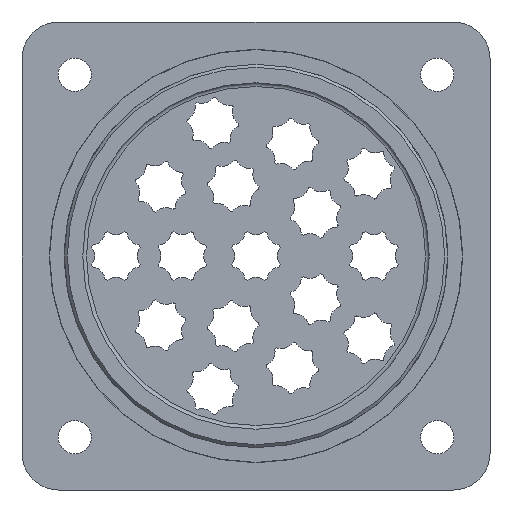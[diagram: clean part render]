
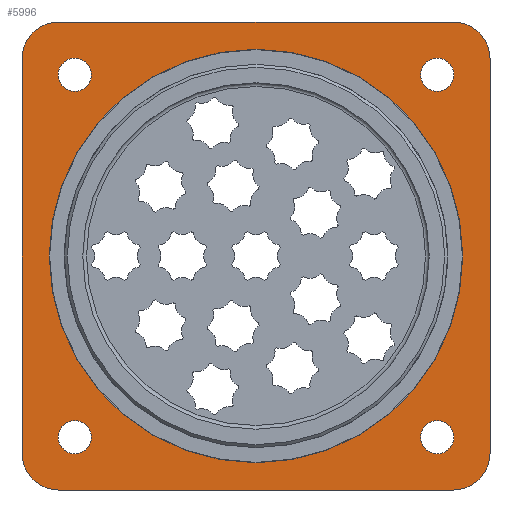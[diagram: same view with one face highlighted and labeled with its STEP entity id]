
A CAD part, left-side view. The second image highlights one B-rep face of the part: STEP entity #5996.
In plain terms, the highlighted planar face has unit normal (-1, 0, 0).
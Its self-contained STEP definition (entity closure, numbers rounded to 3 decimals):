
#729=CIRCLE('',#6766,28.05);
#730=CIRCLE('',#6767,2.25);
#731=CIRCLE('',#6768,2.25);
#732=CIRCLE('',#6769,2.25);
#733=CIRCLE('',#6770,2.25);
#734=CIRCLE('',#6771,5.);
#735=CIRCLE('',#6772,5.);
#736=CIRCLE('',#6773,5.);
#737=CIRCLE('',#6774,5.);
#1792=ORIENTED_EDGE('',*,*,#3439,.T.);
#1793=ORIENTED_EDGE('',*,*,#3440,.T.);
#1794=ORIENTED_EDGE('',*,*,#3441,.T.);
#1795=ORIENTED_EDGE('',*,*,#3442,.T.);
#1796=ORIENTED_EDGE('',*,*,#3443,.T.);
#1797=ORIENTED_EDGE('',*,*,#3444,.F.);
#1798=ORIENTED_EDGE('',*,*,#3445,.F.);
#1799=ORIENTED_EDGE('',*,*,#3446,.F.);
#1800=ORIENTED_EDGE('',*,*,#3447,.F.);
#1801=ORIENTED_EDGE('',*,*,#3448,.F.);
#1802=ORIENTED_EDGE('',*,*,#3449,.F.);
#1803=ORIENTED_EDGE('',*,*,#3450,.F.);
#1804=ORIENTED_EDGE('',*,*,#3451,.F.);
#3439=EDGE_CURVE('',#4209,#4209,#729,.T.);
#3440=EDGE_CURVE('',#4210,#4210,#730,.T.);
#3441=EDGE_CURVE('',#4211,#4211,#731,.T.);
#3442=EDGE_CURVE('',#4212,#4212,#732,.T.);
#3443=EDGE_CURVE('',#4213,#4213,#733,.T.);
#3444=EDGE_CURVE('',#4214,#4215,#4566,.T.);
#3445=EDGE_CURVE('',#4216,#4214,#734,.T.);
#3446=EDGE_CURVE('',#4217,#4216,#4567,.T.);
#3447=EDGE_CURVE('',#4218,#4217,#735,.T.);
#3448=EDGE_CURVE('',#4219,#4218,#4568,.T.);
#3449=EDGE_CURVE('',#4220,#4219,#736,.T.);
#3450=EDGE_CURVE('',#4221,#4220,#4569,.T.);
#3451=EDGE_CURVE('',#4215,#4221,#737,.T.);
#4209=VERTEX_POINT('',#10766);
#4210=VERTEX_POINT('',#10768);
#4211=VERTEX_POINT('',#10770);
#4212=VERTEX_POINT('',#10772);
#4213=VERTEX_POINT('',#10774);
#4214=VERTEX_POINT('',#10776);
#4215=VERTEX_POINT('',#10777);
#4216=VERTEX_POINT('',#10779);
#4217=VERTEX_POINT('',#10781);
#4218=VERTEX_POINT('',#10783);
#4219=VERTEX_POINT('',#10785);
#4220=VERTEX_POINT('',#10787);
#4221=VERTEX_POINT('',#10789);
#4566=LINE('',#10775,#4862);
#4567=LINE('',#10780,#4863);
#4568=LINE('',#10784,#4864);
#4569=LINE('',#10788,#4865);
#4862=VECTOR('',#8564,1000.);
#4863=VECTOR('',#8567,1000.);
#4864=VECTOR('',#8570,1000.);
#4865=VECTOR('',#8573,1000.);
#5065=EDGE_LOOP('',(#1792));
#5066=EDGE_LOOP('',(#1793));
#5067=EDGE_LOOP('',(#1794));
#5068=EDGE_LOOP('',(#1795));
#5069=EDGE_LOOP('',(#1796));
#5070=EDGE_LOOP('',(#1797,#1798,#1799,#1800,#1801,#1802,#1803,#1804));
#5524=FACE_BOUND('',#5065,.T.);
#5525=FACE_BOUND('',#5066,.T.);
#5526=FACE_BOUND('',#5067,.T.);
#5527=FACE_BOUND('',#5068,.T.);
#5528=FACE_BOUND('',#5069,.T.);
#5529=FACE_BOUND('',#5070,.T.);
#5815=PLANE('',#6765);
#5996=ADVANCED_FACE('',(#5524,#5525,#5526,#5527,#5528,#5529),#5815,.T.);
#6765=AXIS2_PLACEMENT_3D('',#10764,#8552,#8553);
#6766=AXIS2_PLACEMENT_3D('',#10765,#8554,#8555);
#6767=AXIS2_PLACEMENT_3D('',#10767,#8556,#8557);
#6768=AXIS2_PLACEMENT_3D('',#10769,#8558,#8559);
#6769=AXIS2_PLACEMENT_3D('',#10771,#8560,#8561);
#6770=AXIS2_PLACEMENT_3D('',#10773,#8562,#8563);
#6771=AXIS2_PLACEMENT_3D('',#10778,#8565,#8566);
#6772=AXIS2_PLACEMENT_3D('',#10782,#8568,#8569);
#6773=AXIS2_PLACEMENT_3D('',#10786,#8571,#8572);
#6774=AXIS2_PLACEMENT_3D('',#10790,#8574,#8575);
#8552=DIRECTION('',(-1.,0.,0.));
#8553=DIRECTION('',(0.,0.,1.));
#8554=DIRECTION('',(1.,0.,0.));
#8555=DIRECTION('',(0.,0.,-1.));
#8556=DIRECTION('',(1.,0.,0.));
#8557=DIRECTION('',(0.,0.,-1.));
#8558=DIRECTION('',(1.,0.,0.));
#8559=DIRECTION('',(0.,0.,-1.));
#8560=DIRECTION('',(1.,0.,0.));
#8561=DIRECTION('',(0.,0.,-1.));
#8562=DIRECTION('',(1.,0.,0.));
#8563=DIRECTION('',(0.,0.,-1.));
#8564=DIRECTION('',(0.,-1.,0.));
#8565=DIRECTION('',(1.,0.,0.));
#8566=DIRECTION('',(0.,0.,-1.));
#8567=DIRECTION('',(0.,0.,1.));
#8568=DIRECTION('',(1.,0.,0.));
#8569=DIRECTION('',(0.,0.,-1.));
#8570=DIRECTION('',(0.,1.,0.));
#8571=DIRECTION('',(1.,0.,0.));
#8572=DIRECTION('',(0.,0.,-1.));
#8573=DIRECTION('',(0.,0.,-1.));
#8574=DIRECTION('',(1.,0.,0.));
#8575=DIRECTION('',(0.,0.,-1.));
#10764=CARTESIAN_POINT('',(0.,29.25,0.));
#10765=CARTESIAN_POINT('',(0.,0.,0.));
#10766=CARTESIAN_POINT('',(0.,0.,-28.05));
#10767=CARTESIAN_POINT('',(0.,24.6,24.6));
#10768=CARTESIAN_POINT('',(0.,24.6,22.35));
#10769=CARTESIAN_POINT('',(0.,-24.6,24.6));
#10770=CARTESIAN_POINT('',(0.,-24.6,22.35));
#10771=CARTESIAN_POINT('',(0.,-24.6,-24.6));
#10772=CARTESIAN_POINT('',(0.,-24.6,-26.85));
#10773=CARTESIAN_POINT('',(0.,24.6,-24.6));
#10774=CARTESIAN_POINT('',(0.,24.6,-26.85));
#10775=CARTESIAN_POINT('',(0.,26.75,31.75));
#10776=CARTESIAN_POINT('',(0.,26.75,31.75));
#10777=CARTESIAN_POINT('',(0.,-26.75,31.75));
#10778=CARTESIAN_POINT('',(0.,26.75,26.75));
#10779=CARTESIAN_POINT('',(0.,31.75,26.75));
#10780=CARTESIAN_POINT('',(0.,31.75,-26.75));
#10781=CARTESIAN_POINT('',(0.,31.75,-26.75));
#10782=CARTESIAN_POINT('',(0.,26.75,-26.75));
#10783=CARTESIAN_POINT('',(0.,26.75,-31.75));
#10784=CARTESIAN_POINT('',(0.,-26.75,-31.75));
#10785=CARTESIAN_POINT('',(0.,-26.75,-31.75));
#10786=CARTESIAN_POINT('',(0.,-26.75,-26.75));
#10787=CARTESIAN_POINT('',(0.,-31.75,-26.75));
#10788=CARTESIAN_POINT('',(0.,-31.75,26.75));
#10789=CARTESIAN_POINT('',(0.,-31.75,26.75));
#10790=CARTESIAN_POINT('',(0.,-26.75,26.75));
